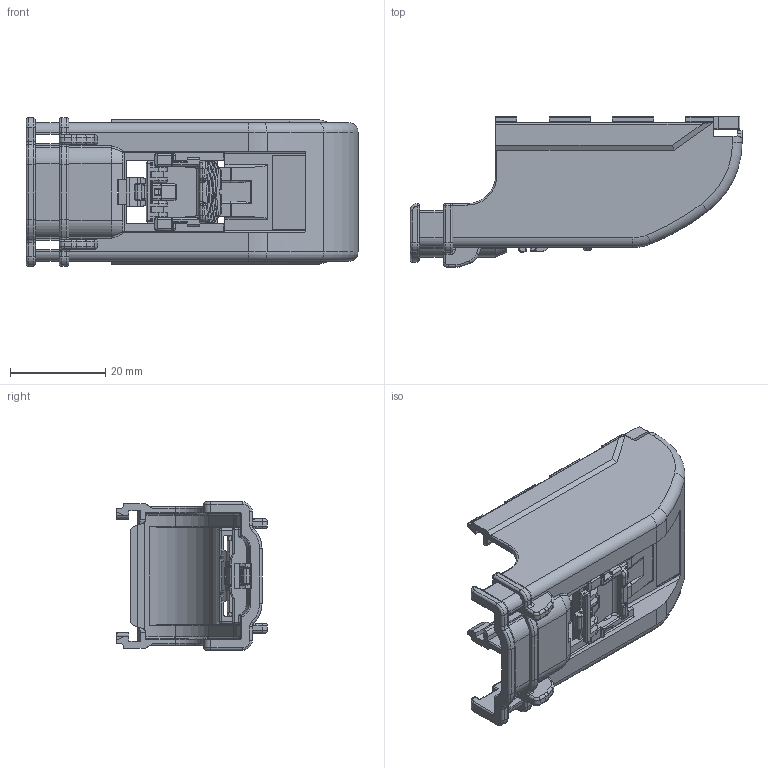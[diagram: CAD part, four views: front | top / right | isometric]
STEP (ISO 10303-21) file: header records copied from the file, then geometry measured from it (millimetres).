
FILE_DESCRIPTION(/* description */ (''),/* implementation_level */ '2;1');
FILE_NAME(/* name */ '35103470-ENV01_01-COVER.stp',/* time_stamp */ '2024-01-04T15:58:29+08:00',/* author */ (''),/* organization */ (''),/* preprocessor_version */ 'ST-DEVELOPER v16',/* originating_system */ 'SIEMENS PLM Software NX 11.0',/* authorisation */ '');
FILE_SCHEMA (('AUTOMOTIVE_DESIGN { 1 0 10303 214 3 1 1 1 }'));
Length unit declared in the file: millimetre
Products named in the file (1): 35103470-ENV01_01-COVER
Bounding box: 69.85 x 31.72 x 31.2 mm (x, y, z)
Volume: 9176.5 mm3; surface area: 12101.5 mm2
Topology: 1 solids, 1 shells, 1372 faces, 3651 edges, 2276 vertices
Faces by surface type: plane 667, cylinder 485, torus 95, bspline 73, sphere 32, extrusion 16, cone 4
Full cylindrical faces by diameter (mm): 2.345 x2
Entity records: 44134 total; most frequent: CARTESIAN_POINT 10100, ORIENTED_EDGE 7218, DIRECTION 7069, EDGE_CURVE 3609, AXIS2_PLACEMENT_3D 2372, VECTOR 2325, LINE 2309, VERTEX_POINT 2276
